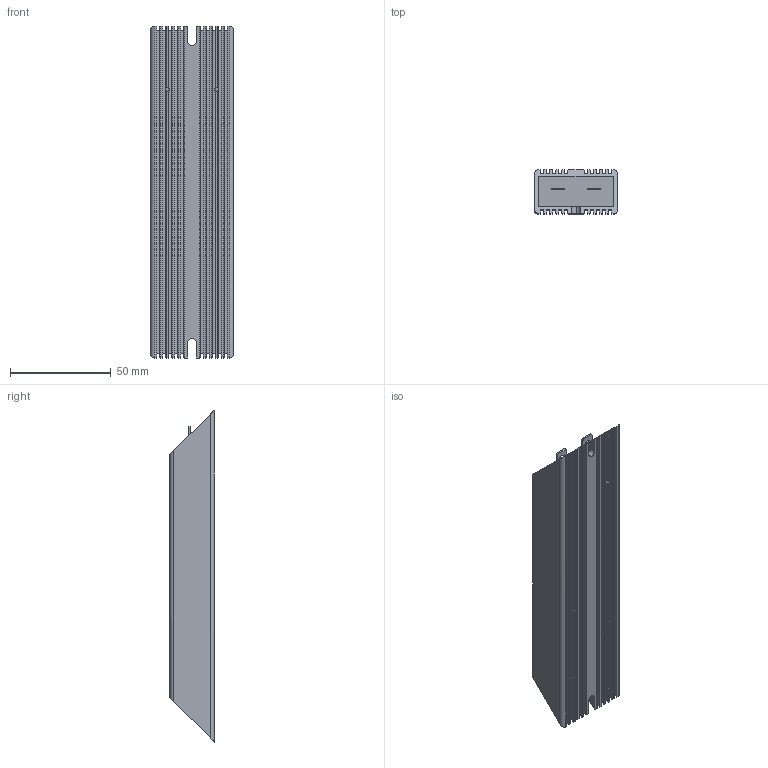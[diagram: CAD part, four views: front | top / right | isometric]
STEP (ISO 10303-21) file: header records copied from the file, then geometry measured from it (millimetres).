
FILE_DESCRIPTION (( 'STEP AP203' ), '1' );
FILE_NAME ('IRH ULH 100.STEP', '2019-05-21T06:43:15', ( 'user' ), ( '' ), 'SwSTEP 2.0', 'SolidWorks 2013', '' );
FILE_SCHEMA (( 'CONFIG_CONTROL_DESIGN' ));
Length unit declared in the file: millimetre
Products named in the file (1): IRH ULH 100
Bounding box: 41.15 x 22 x 165 mm (x, y, z)
Volume: 111736.7 mm3; surface area: 32069.5 mm2
Topology: 1 solids, 1 shells, 195 faces, 573 edges, 382 vertices
Faces by surface type: plane 124, cylinder 71
Entity records: 6566 total; most frequent: CARTESIAN_POINT 1527, ORIENTED_EDGE 1146, DIRECTION 915, EDGE_CURVE 573, LINE 415, VECTOR 415, VERTEX_POINT 382, AXIS2_PLACEMENT_3D 250
